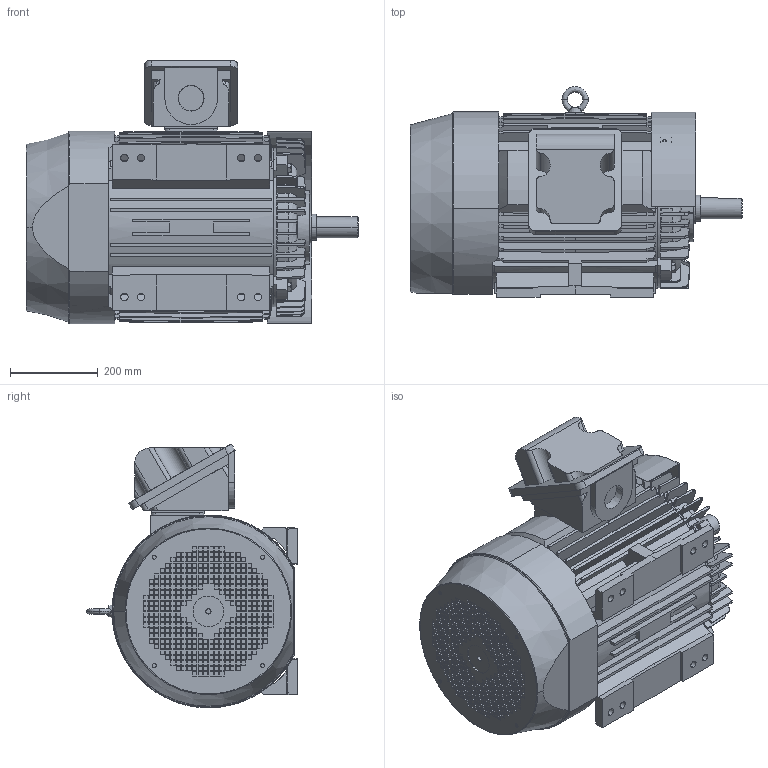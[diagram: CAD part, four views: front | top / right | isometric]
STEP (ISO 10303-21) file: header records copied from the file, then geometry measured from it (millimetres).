
FILE_DESCRIPTION (( 'STEP AP214' ), '1' );
FILE_NAME ('MDSLV002-06-2P-F1-Bottom nc bod broke rep1.STEP', '2023-04-10T19:27:48', ( '' ), ( '' ), 'SwSTEP 2.0', 'SolidWorks 2021', '' );
FILE_SCHEMA (( 'AUTOMOTIVE_DESIGN' ));
Length unit declared in the file: inch
Products named in the file (1): MDSLV002-06-2P-F1-Bottom nc bod broke rep1
Bounding box: 758 x 481.2 x 601.86 mm (x, y, z)
Volume: 89185055.5 mm3; surface area: 3395185.5 mm2
Topology: 14 solids, 14 shells, 3455 faces, 8737 edges, 5752 vertices
Faces by surface type: plane 2632, cone 444, cylinder 255, bspline 124
Entity records: 109502 total; most frequent: CARTESIAN_POINT 27392, ORIENTED_EDGE 17438, DIRECTION 15611, EDGE_CURVE 8719, VECTOR 6337, LINE 6337, VERTEX_POINT 5752, AXIS2_PLACEMENT_3D 4637
